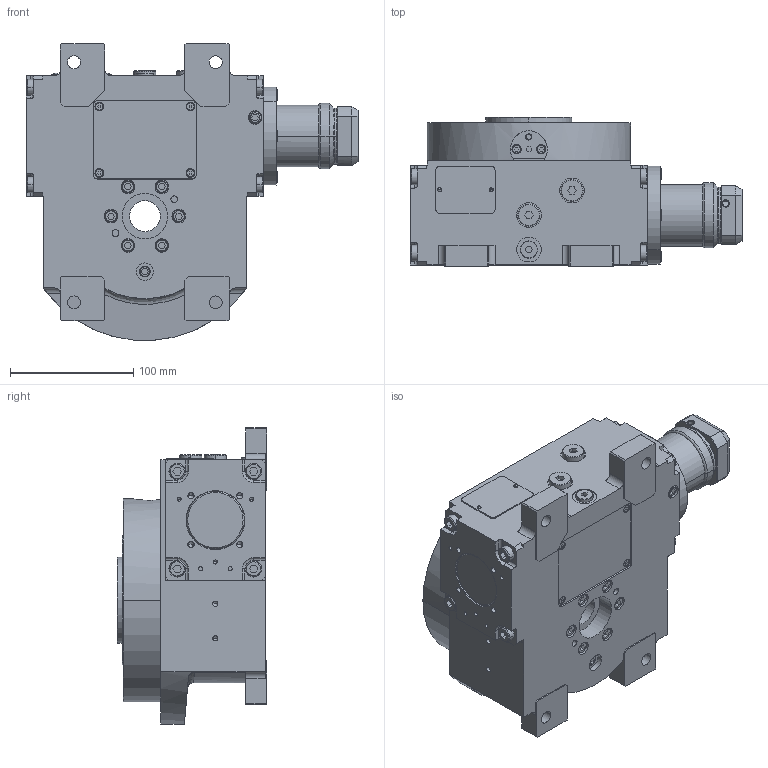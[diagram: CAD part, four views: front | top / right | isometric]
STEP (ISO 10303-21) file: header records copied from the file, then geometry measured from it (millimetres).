
FILE_DESCRIPTION((''),'2;1');
FILE_NAME('RIGS_04','2020-02-20T',('Ggiussani'),(''),'CREO PARAMETRIC BY PTC INC, 2018360','CREO PARAMETRIC BY PTC INC, 2018360','');
FILE_SCHEMA(('CONFIG_CONTROL_DESIGN','GEOMETRIC_VALIDATION_PROPERTIES_MIM'));
Length unit declared in the file: millimetre
Products named in the file (1): RIGS_04
Bounding box: 269.5 x 121 x 240.77 mm (x, y, z)
Volume: 3556308.7 mm3; surface area: 237154.4 mm2
Topology: 1 solids, 4 shells, 1069 faces, 2667 edges, 1728 vertices
Faces by surface type: plane 524, cylinder 340, cone 178, torus 20, sphere 6, bspline 1
Entity records: 38621 total; most frequent: DIRECTION 5734, CARTESIAN_POINT 5663, ORIENTED_EDGE 5230, EDGE_CURVE 2615, AXIS2_PLACEMENT_3D 2080, VERTEX_POINT 1728, VECTOR 1574, LINE 1574
